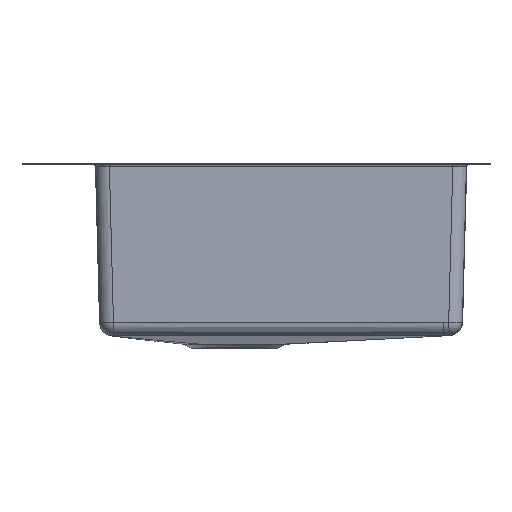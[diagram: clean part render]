
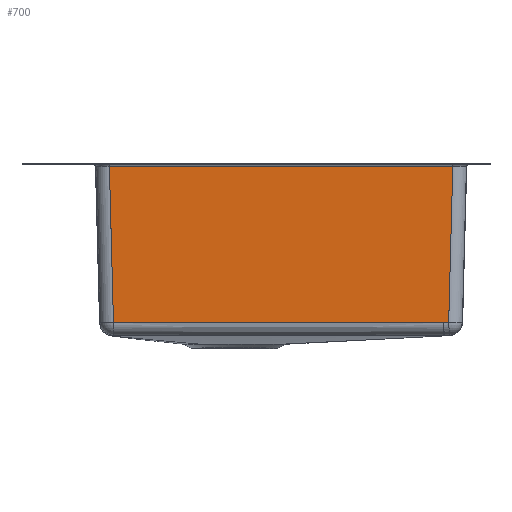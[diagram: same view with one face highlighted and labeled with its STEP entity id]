
A CAD part, left-side view. The second image highlights one B-rep face of the part: STEP entity #700.
In plain terms, the highlighted planar face has unit normal (-1, 0, -0.026).
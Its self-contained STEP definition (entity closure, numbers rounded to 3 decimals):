
#486=B_SPLINE_CURVE_WITH_KNOTS('',3,(#8024,#8025,#8026,#8027),.UNSPECIFIED.,
.F.,.F.,(4,4),(0.,1.),.UNSPECIFIED.);
#487=B_SPLINE_CURVE_WITH_KNOTS('',3,(#8040,#8041,#8042,#8043,#8044,#8045,
#8046,#8047,#8048,#8049,#8050,#8051,#8052),.UNSPECIFIED.,.F.,.F.,(4,3,3,
3,4),(0.,0.151,0.508,0.864,1.),.UNSPECIFIED.);
#700=ADVANCED_FACE('',(#977),#844,.F.);
#844=PLANE('',#3791);
#977=FACE_OUTER_BOUND('',#1232,.T.);
#1232=EDGE_LOOP('',(#2087,#2088,#2089,#2090,#2091));
#1422=LINE('',#8228,#1538);
#1429=LINE('',#8250,#1545);
#1433=LINE('',#8258,#1549);
#1538=VECTOR('',#4339,1.);
#1545=VECTOR('',#4360,1.);
#1549=VECTOR('',#4372,1.);
#2087=ORIENTED_EDGE('',*,*,#3330,.T.);
#2088=ORIENTED_EDGE('',*,*,#3334,.T.);
#2089=ORIENTED_EDGE('',*,*,#3319,.T.);
#2090=ORIENTED_EDGE('',*,*,#3301,.T.);
#2091=ORIENTED_EDGE('',*,*,#3300,.T.);
#2888=VERTEX_POINT('',#7817);
#2896=VERTEX_POINT('',#8023);
#2897=VERTEX_POINT('',#8053);
#2904=VERTEX_POINT('',#8229);
#2911=VERTEX_POINT('',#8249);
#3300=EDGE_CURVE('',#2888,#2896,#486,.T.);
#3301=EDGE_CURVE('',#2897,#2888,#487,.T.);
#3319=EDGE_CURVE('',#2904,#2897,#1422,.T.);
#3330=EDGE_CURVE('',#2896,#2911,#1429,.T.);
#3334=EDGE_CURVE('',#2911,#2904,#1433,.T.);
#3791=AXIS2_PLACEMENT_3D('',#8259,#4373,#4374);
#4339=DIRECTION('',(0.026,-0.026,-0.999));
#4360=DIRECTION('',(-0.026,-0.026,0.999));
#4372=DIRECTION('',(0.,1.,0.));
#4373=DIRECTION('',(1.,0.,0.026));
#4374=DIRECTION('',(0.026,0.,-1.));
#7817=CARTESIAN_POINT('',(-574.513,-175.006,-166.38));
#8023=CARTESIAN_POINT('',(-574.52,-180.525,-166.106));
#8024=CARTESIAN_POINT('',(-574.513,-175.006,-166.38));
#8025=CARTESIAN_POINT('',(-574.515,-176.846,-166.289));
#8026=CARTESIAN_POINT('',(-574.517,-178.685,-166.198));
#8027=CARTESIAN_POINT('',(-574.52,-180.525,-166.106));
#8040=CARTESIAN_POINT('',(-574.511,180.516,-166.457));
#8041=CARTESIAN_POINT('',(-574.51,162.614,-166.478));
#8042=CARTESIAN_POINT('',(-574.51,144.712,-166.498));
#8043=CARTESIAN_POINT('',(-574.509,126.81,-166.514));
#8044=CARTESIAN_POINT('',(-574.508,84.54,-166.553));
#8045=CARTESIAN_POINT('',(-574.508,42.27,-166.568));
#8046=CARTESIAN_POINT('',(-574.508,0.,-166.554));
#8047=CARTESIAN_POINT('',(-574.508,-42.269,-166.539));
#8048=CARTESIAN_POINT('',(-574.51,-84.539,-166.495));
#8049=CARTESIAN_POINT('',(-574.511,-126.809,-166.442));
#8050=CARTESIAN_POINT('',(-574.511,-142.874,-166.422));
#8051=CARTESIAN_POINT('',(-574.512,-158.94,-166.401));
#8052=CARTESIAN_POINT('',(-574.513,-175.006,-166.38));
#8053=CARTESIAN_POINT('',(-574.511,180.516,-166.457));
#8228=CARTESIAN_POINT('',(-578.873,184.878,0.136));
#8229=CARTESIAN_POINT('',(-578.898,184.903,1.079));
#8249=CARTESIAN_POINT('',(-578.898,-184.903,1.079));
#8250=CARTESIAN_POINT('',(-578.873,-184.878,0.136));
#8258=CARTESIAN_POINT('',(-578.898,0.,1.079));
#8259=CARTESIAN_POINT('',(-579.,0.,4.974));
